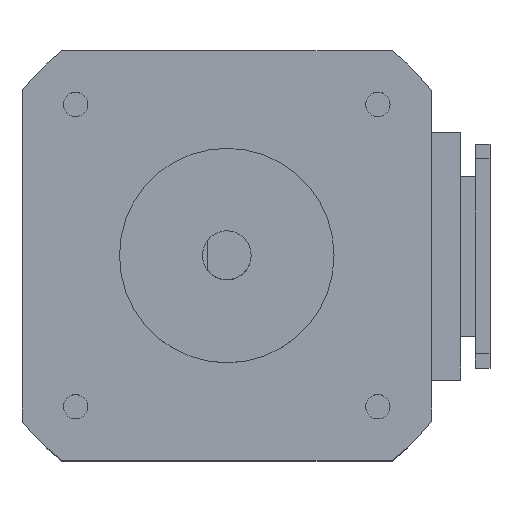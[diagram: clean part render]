
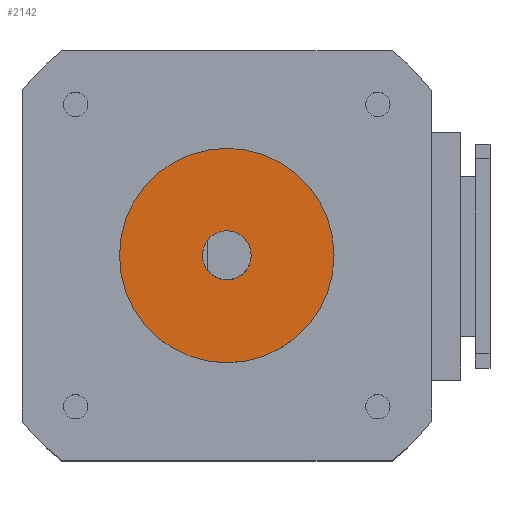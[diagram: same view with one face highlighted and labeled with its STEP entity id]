
A CAD part, top view. The second image highlights one B-rep face of the part: STEP entity #2142.
In plain terms, the highlighted planar face has unit normal (0, 0, 1).
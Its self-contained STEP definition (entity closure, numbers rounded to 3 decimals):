
#36 = EDGE_CURVE ( 'NONE', #3803, #3509, #2666, .T. ) ;
#63 = DIRECTION ( 'NONE',  ( 1., 0., 0. ) ) ;
#74 = FACE_BOUND ( 'NONE', #1272, .T. ) ;
#241 = AXIS2_PLACEMENT_3D ( 'NONE', #401, #3100, #63 ) ;
#401 = CARTESIAN_POINT ( 'NONE',  ( 0., 0., 1.5 ) ) ;
#532 = AXIS2_PLACEMENT_3D ( 'NONE', #1428, #860, #1411 ) ;
#597 = CARTESIAN_POINT ( 'NONE',  ( 0., 0., 1.5 ) ) ;
#677 = ORIENTED_EDGE ( 'NONE', *, *, #1932, .T. ) ;
#739 = CIRCLE ( 'NONE', #1446, 2.5 ) ;
#860 = DIRECTION ( 'NONE',  ( 0., 0., 1. ) ) ;
#940 = DIRECTION ( 'NONE',  ( 1., 0., 0. ) ) ;
#1010 = DIRECTION ( 'NONE',  ( 1., 0., 0. ) ) ;
#1098 = FACE_OUTER_BOUND ( 'NONE', #1400, .T. ) ;
#1124 = PLANE ( 'NONE',  #532 ) ;
#1261 = DIRECTION ( 'NONE',  ( 0., 0., -1. ) ) ;
#1272 = EDGE_LOOP ( 'NONE', ( #2895, #677 ) ) ;
#1400 = EDGE_LOOP ( 'NONE', ( #1449, #4388 ) ) ;
#1411 = DIRECTION ( 'NONE',  ( 1., 0., 0. ) ) ;
#1428 = CARTESIAN_POINT ( 'NONE',  ( 0., 0., 1.5 ) ) ;
#1446 = AXIS2_PLACEMENT_3D ( 'NONE', #597, #1261, #940 ) ;
#1449 = ORIENTED_EDGE ( 'NONE', *, *, #1784, .T. ) ;
#1647 = CARTESIAN_POINT ( 'NONE',  ( -2.5, 0., 1.5 ) ) ;
#1784 = EDGE_CURVE ( 'NONE', #3509, #3803, #4062, .T. ) ;
#1912 = VERTEX_POINT ( 'NONE', #1647 ) ;
#1932 = EDGE_CURVE ( 'NONE', #4093, #1912, #4281, .T. ) ;
#2142 = ADVANCED_FACE ( 'NONE', ( #1098, #74 ), #1124, .T. ) ;
#2481 = EDGE_CURVE ( 'NONE', #1912, #4093, #739, .T. ) ;
#2545 = CARTESIAN_POINT ( 'NONE',  ( -11., 0., 1.5 ) ) ;
#2666 = CIRCLE ( 'NONE', #4160, 11. ) ;
#2895 = ORIENTED_EDGE ( 'NONE', *, *, #2481, .T. ) ;
#3100 = DIRECTION ( 'NONE',  ( 0., 0., 1. ) ) ;
#3338 = CARTESIAN_POINT ( 'NONE',  ( 0., 0., 1.5 ) ) ;
#3342 = CARTESIAN_POINT ( 'NONE',  ( 0., 0., 1.5 ) ) ;
#3501 = CARTESIAN_POINT ( 'NONE',  ( 11., 0., 1.5 ) ) ;
#3509 = VERTEX_POINT ( 'NONE', #2545 ) ;
#3568 = AXIS2_PLACEMENT_3D ( 'NONE', #3338, #4369, #4344 ) ;
#3803 = VERTEX_POINT ( 'NONE', #3501 ) ;
#4047 = CARTESIAN_POINT ( 'NONE',  ( 2.5, 0., 1.5 ) ) ;
#4062 = CIRCLE ( 'NONE', #241, 11. ) ;
#4093 = VERTEX_POINT ( 'NONE', #4047 ) ;
#4160 = AXIS2_PLACEMENT_3D ( 'NONE', #3342, #4350, #1010 ) ;
#4281 = CIRCLE ( 'NONE', #3568, 2.5 ) ;
#4344 = DIRECTION ( 'NONE',  ( 1., 0., 0. ) ) ;
#4350 = DIRECTION ( 'NONE',  ( 0., 0., 1. ) ) ;
#4369 = DIRECTION ( 'NONE',  ( 0., 0., -1. ) ) ;
#4388 = ORIENTED_EDGE ( 'NONE', *, *, #36, .T. ) ;
